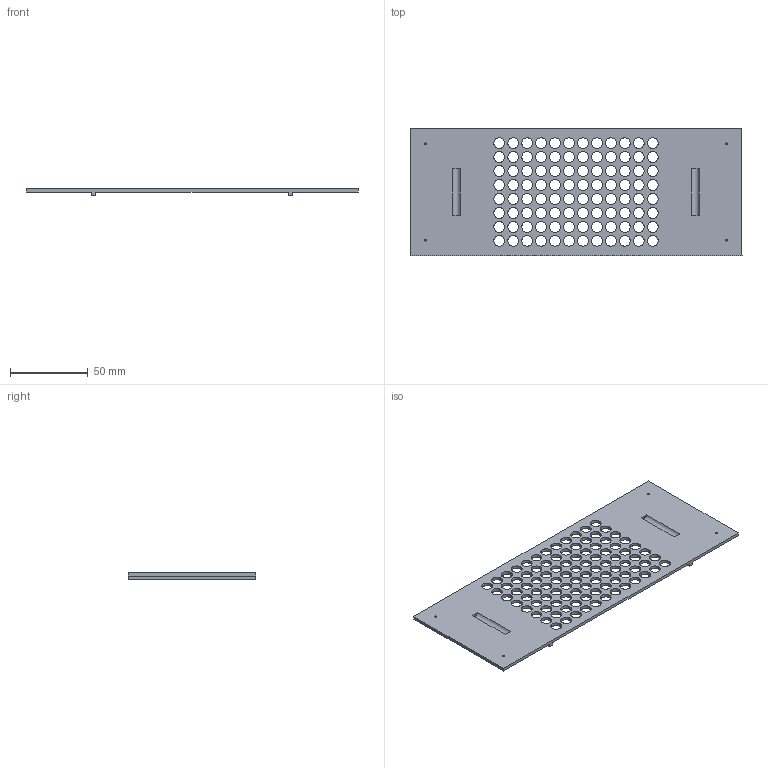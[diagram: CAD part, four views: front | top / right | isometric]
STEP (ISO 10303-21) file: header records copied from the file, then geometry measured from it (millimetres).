
FILE_DESCRIPTION (( 'STEP AP214' ), '1' );
FILE_NAME ('踢扽-2.STEP', '2023-03-01T08:17:32', ( '' ), ( '' ), 'SwSTEP 2.0', 'SolidWorks 2022', '' );
FILE_SCHEMA (( 'AUTOMOTIVE_DESIGN' ));
Length unit declared in the file: millimetre
Products named in the file (1): 踢扽-2
Bounding box: 214 x 82 x 4 mm (x, y, z)
Volume: 28281.8 mm3; surface area: 33914.8 mm2
Topology: 1 solids, 1 shells, 220 faces, 648 edges, 432 vertices
Faces by surface type: cylinder 202, plane 18
Entity records: 8010 total; most frequent: DIRECTION 1494, CARTESIAN_POINT 1301, ORIENTED_EDGE 1296, EDGE_CURVE 648, AXIS2_PLACEMENT_3D 625, VERTEX_POINT 432, EDGE_LOOP 422, CIRCLE 404
